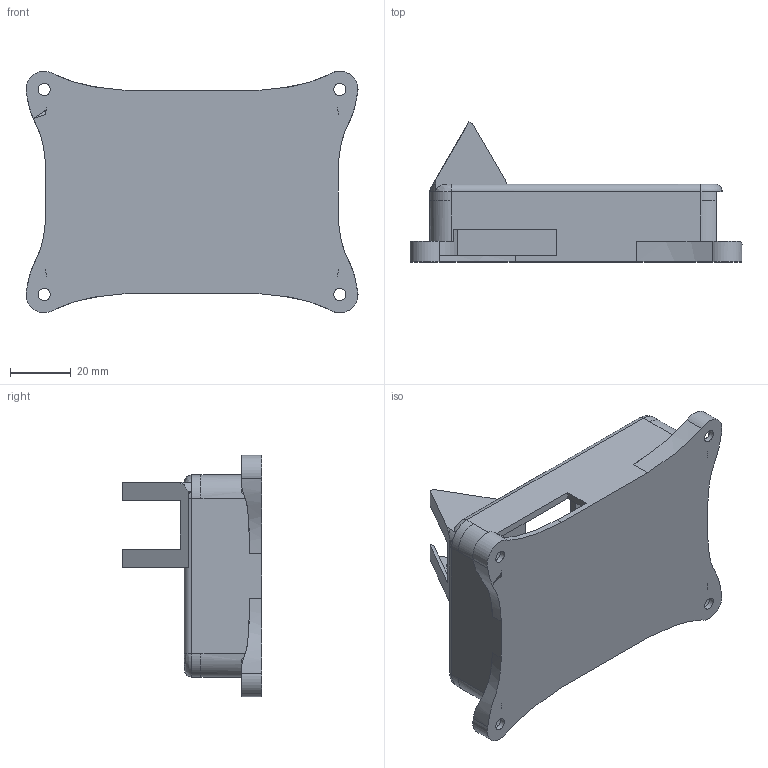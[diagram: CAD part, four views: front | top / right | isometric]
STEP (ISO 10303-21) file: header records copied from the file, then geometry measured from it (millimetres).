
FILE_DESCRIPTION(/* description */ (''),/* implementation_level */ '2;1');
FILE_NAME(/* name */ 'casing_with_camera.step',/* time_stamp */ '2025-08-02T00:01:29+08:00',/* author */ (''),/* organization */ (''),/* preprocessor_version */ 'ST-DEVELOPER v20.1',/* originating_system */ 'Autodesk Translation Framework v14.10.0.0',/* authorisation */ '');
FILE_SCHEMA (('AUTOMOTIVE_DESIGN { 1 0 10303 214 3 1 1 }'));
Length unit declared in the file: millimetre
Products named in the file (1): Bin3
Bounding box: 109.05 x 45.9 x 79.37 mm (x, y, z)
Volume: 42966.8 mm3; surface area: 40717.8 mm2
Topology: 2 solids, 2 shells, 407 faces, 1155 edges, 763 vertices
Faces by surface type: bspline 223, plane 140, cylinder 42, torus 2
Full cylindrical faces by diameter (mm): 4 x4, 7.5 x4
Entity records: 18848 total; most frequent: CARTESIAN_POINT 9566, ORIENTED_EDGE 2322, EDGE_CURVE 1161, DIRECTION 1112, VERTEX_POINT 763, LINE 594, VECTOR 594, B_SPLINE_CURVE_WITH_KNOTS 470
